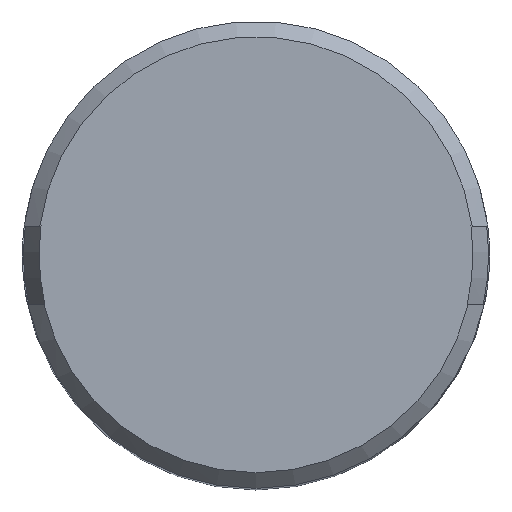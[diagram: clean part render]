
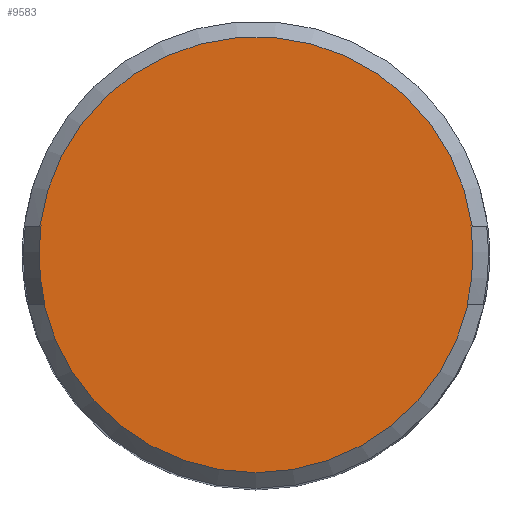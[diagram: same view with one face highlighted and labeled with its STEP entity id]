
A CAD part, top view. The second image highlights one B-rep face of the part: STEP entity #9583.
In plain terms, the highlighted planar face has unit normal (0, 0, 1).
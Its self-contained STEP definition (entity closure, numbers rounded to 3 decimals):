
#2845=CARTESIAN_POINT('',(-8.08,-1.9,60.));
#2865=CARTESIAN_POINT('',(-8.227,1.1,60.));
#2912=CARTESIAN_POINT('',(8.227,1.1,60.));
#2941=CARTESIAN_POINT('',(8.08,-1.9,60.));
#2948=CARTESIAN_POINT('',(8.121,-1.9,60.));
#2950=CARTESIAN_POINT('',(-8.121,-1.9,60.));
#2957=DIRECTION('',(1.,0.,0.));
#2958=VECTOR('',#2957,0.04);
#2959=CARTESIAN_POINT('',(8.227,1.1,60.));
#2960=LINE('',#2959,#2958);
#2961=DIRECTION('',(1.,0.,0.));
#2962=VECTOR('',#2961,0.041);
#2963=CARTESIAN_POINT('',(8.08,-1.9,60.));
#2964=LINE('',#2963,#2962);
#2965=CARTESIAN_POINT('',(0.,0.,60.));
#2966=DIRECTION('',(0.,0.,1.));
#2967=DIRECTION('',(-0.974,-0.228,0.));
#2968=AXIS2_PLACEMENT_3D('',#2965,#2966,#2967);
#2970=DIRECTION('',(1.,0.,0.));
#2971=VECTOR('',#2970,0.041);
#2972=CARTESIAN_POINT('',(-8.121,-1.9,60.));
#2973=LINE('',#2972,#2971);
#2974=DIRECTION('',(1.,0.,0.));
#2975=VECTOR('',#2974,0.04);
#2976=CARTESIAN_POINT('',(-8.267,1.1,60.));
#2977=LINE('',#2976,#2975);
#2978=CARTESIAN_POINT('',(0.,0.,60.));
#2979=DIRECTION('',(0.,0.,1.));
#2980=DIRECTION('',(0.991,0.132,0.));
#2981=AXIS2_PLACEMENT_3D('',#2978,#2979,#2980);
#2988=CARTESIAN_POINT('',(0.,0.,60.));
#2989=DIRECTION('',(0.,0.,1.));
#2990=DIRECTION('',(0.973,-0.229,0.));
#2991=AXIS2_PLACEMENT_3D('',#2988,#2989,#2990);
#2993=CARTESIAN_POINT('',(0.,0.,60.));
#2994=DIRECTION('',(0.,0.,1.));
#2995=DIRECTION('',(-0.991,0.133,0.));
#2996=AXIS2_PLACEMENT_3D('',#2993,#2994,#2995);
#3008=CARTESIAN_POINT('',(-8.267,1.1,60.));
#3010=CARTESIAN_POINT('',(8.267,1.1,60.));
#3137=VERTEX_POINT('',#3008);
#3139=VERTEX_POINT('',#2948);
#3140=VERTEX_POINT('',#2950);
#3153=VERTEX_POINT('',#3010);
#3170=VERTEX_POINT('',#2865);
#3171=VERTEX_POINT('',#2912);
#3180=VERTEX_POINT('',#2845);
#3181=VERTEX_POINT('',#2941);
#9565=CARTESIAN_POINT('',(0.,0.,60.));
#9566=DIRECTION('',(0.,0.,1.));
#9567=DIRECTION('',(1.,0.,0.));
#9568=AXIS2_PLACEMENT_3D('',#9565,#9566,#9567);
#9569=PLANE('',#9568);
#9570=ORIENTED_EDGE('',*,*,#9451,.F.);
#9572=ORIENTED_EDGE('',*,*,#9571,.F.);
#9573=ORIENTED_EDGE('',*,*,#9526,.T.);
#9574=ORIENTED_EDGE('',*,*,#9548,.F.);
#9575=ORIENTED_EDGE('',*,*,#9309,.T.);
#9577=ORIENTED_EDGE('',*,*,#9576,.F.);
#9578=ORIENTED_EDGE('',*,*,#9365,.F.);
#9580=ORIENTED_EDGE('',*,*,#9579,.F.);
#9581=EDGE_LOOP('',(#9570,#9572,#9573,#9574,#9575,#9577,#9578,#9580));
#9582=FACE_OUTER_BOUND('',#9581,.F.);
#9583=ADVANCED_FACE('',(#9582),#9569,.T.);
#2969=CIRCLE('',#2968,8.34);
#2982=CIRCLE('',#2981,8.34);
#2992=CIRCLE('',#2991,8.3);
#2997=CIRCLE('',#2996,8.3);
#9309=EDGE_CURVE('',#3140,#3180,#2973,.T.);
#9365=EDGE_CURVE('',#3137,#3170,#2977,.T.);
#9451=EDGE_CURVE('',#3171,#3153,#2960,.T.);
#9526=EDGE_CURVE('',#3181,#3139,#2964,.T.);
#9548=EDGE_CURVE('',#3140,#3139,#2969,.T.);
#9571=EDGE_CURVE('',#3181,#3171,#2992,.T.);
#9576=EDGE_CURVE('',#3170,#3180,#2997,.T.);
#9579=EDGE_CURVE('',#3153,#3137,#2982,.T.);
